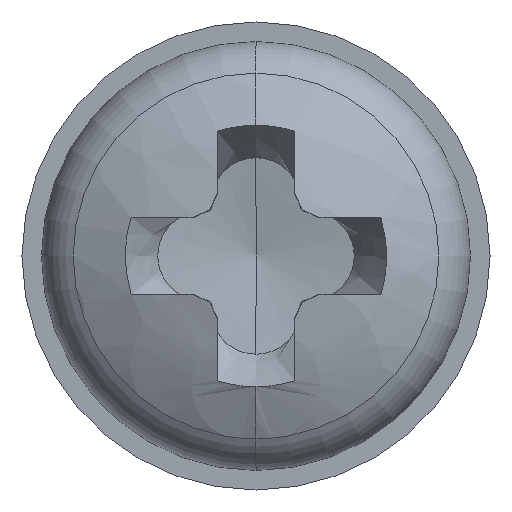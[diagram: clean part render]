
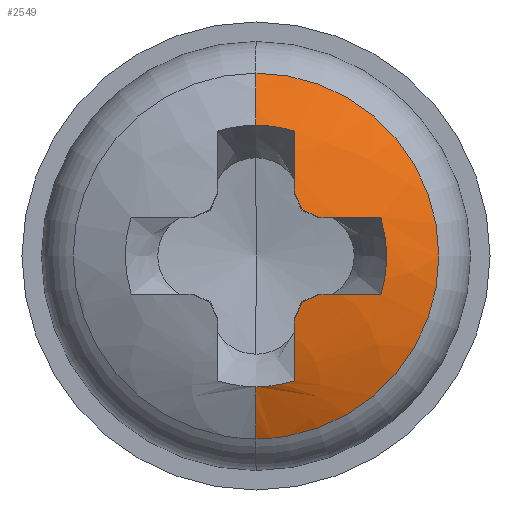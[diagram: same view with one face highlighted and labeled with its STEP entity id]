
A CAD part, left-side view. The second image highlights one B-rep face of the part: STEP entity #2549.
In plain terms, the highlighted spherical face has radius 4.816 mm.
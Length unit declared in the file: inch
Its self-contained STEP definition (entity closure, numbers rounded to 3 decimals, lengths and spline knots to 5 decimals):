
#127=CARTESIAN_POINT('',(0.03242,-0.02658,
0.01183));
#128=DIRECTION('',(0.009,-0.914,0.407));
#129=DIRECTION('',(-0.994,0.037,0.106));
#130=AXIS2_PLACEMENT_3D('',#127,#128,#129);
#132=CARTESIAN_POINT('',(-0.14563,0.,0.06599));
#133=CARTESIAN_POINT('',(-0.14563,-0.00215,
0.06599));
#134=CARTESIAN_POINT('',(-0.14563,-0.00649,
0.06577));
#135=CARTESIAN_POINT('',(-0.14563,-0.01305,
0.06479));
#136=CARTESIAN_POINT('',(-0.14563,-0.01742,
0.06368));
#137=CARTESIAN_POINT('',(-0.14563,-0.01959,
0.06302));
#139=CARTESIAN_POINT('',(-0.13352,0.,0.));
#140=DIRECTION('',(-1.,0.,0.));
#141=DIRECTION('',(0.,0.,-1.));
#142=AXIS2_PLACEMENT_3D('',#139,#140,#141);
#144=CARTESIAN_POINT('',(-0.14563,-0.01959,
-0.06302));
#145=CARTESIAN_POINT('',(-0.14563,-0.0174,
-0.06368));
#146=CARTESIAN_POINT('',(-0.14563,-0.01302,
-0.06479));
#147=CARTESIAN_POINT('',(-0.14563,-0.00645,
-0.06578));
#148=CARTESIAN_POINT('',(-0.14563,-0.00214,
-0.06599));
#149=CARTESIAN_POINT('',(-0.14563,0.,-0.06599));
#151=CARTESIAN_POINT('',(0.0323,-0.01806,0.));
#152=DIRECTION('',(0.009,-1.,0.));
#153=DIRECTION('',(-0.986,-0.009,-0.168));
#154=AXIS2_PLACEMENT_3D('',#151,#152,#153);
#156=CARTESIAN_POINT('',(0.03242,-0.02658,
-0.01183));
#157=DIRECTION('',(0.009,-0.914,-0.407));
#158=DIRECTION('',(-0.998,0.017,-0.062));
#159=AXIS2_PLACEMENT_3D('',#156,#157,#158);
#161=CARTESIAN_POINT('',(0.03242,-0.01183,
-0.02658));
#162=DIRECTION('',(0.009,-0.407,-0.914));
#163=DIRECTION('',(-0.994,-0.106,0.037));
#164=AXIS2_PLACEMENT_3D('',#161,#162,#163);
#166=CARTESIAN_POINT('',(0.0323,0.,-0.01806));
#167=DIRECTION('',(0.009,0.,-1.));
#168=DIRECTION('',(-0.943,-0.334,-0.008));
#169=AXIS2_PLACEMENT_3D('',#166,#167,#168);
#171=CARTESIAN_POINT('',(-0.14563,-0.06302,
0.01959));
#172=CARTESIAN_POINT('',(-0.14563,-0.06348,
0.01808));
#173=CARTESIAN_POINT('',(-0.14563,-0.06432,
0.01498));
#174=CARTESIAN_POINT('',(-0.14563,-0.06531,
0.00982));
#175=CARTESIAN_POINT('',(-0.14563,-0.06585,
0.00501));
#176=CARTESIAN_POINT('',(-0.14563,-0.06605,
-0.00004));
#177=CARTESIAN_POINT('',(-0.14563,-0.06585,
-0.00508));
#178=CARTESIAN_POINT('',(-0.14563,-0.0653,
-0.00988));
#179=CARTESIAN_POINT('',(-0.14563,-0.06431,
-0.01501));
#180=CARTESIAN_POINT('',(-0.14563,-0.06348,
-0.01809));
#181=CARTESIAN_POINT('',(-0.14563,-0.06302,
-0.01959));
#183=CARTESIAN_POINT('',(0.0323,0.,0.01806));
#184=DIRECTION('',(0.009,0.,1.));
#185=DIRECTION('',(-0.986,-0.168,0.009));
#186=AXIS2_PLACEMENT_3D('',#183,#184,#185);
#188=CARTESIAN_POINT('',(0.03242,-0.01183,
0.02658));
#189=DIRECTION('',(0.009,-0.407,0.914));
#190=DIRECTION('',(-0.998,-0.062,-0.017));
#191=AXIS2_PLACEMENT_3D('',#188,#189,#190);
#400=CARTESIAN_POINT('',(0.03215,0.,0.));
#401=DIRECTION('',(0.,1.,0.));
#402=DIRECTION('',(-0.874,0.,-0.487));
#403=AXIS2_PLACEMENT_3D('',#400,#401,#402);
#410=CARTESIAN_POINT('',(0.03215,0.,0.));
#411=DIRECTION('',(0.,1.,0.));
#412=DIRECTION('',(-0.938,0.,0.348));
#413=AXIS2_PLACEMENT_3D('',#410,#411,#412);
#2291=CARTESIAN_POINT('',(0.0323,-0.01806,0.));
#2292=DIRECTION('',(-0.009,1.,0.));
#2293=DIRECTION('',(-0.986,-0.009,0.168));
#2294=AXIS2_PLACEMENT_3D('',#2291,#2292,#2293);
#2405=CARTESIAN_POINT('',(-0.13352,0.,-0.09227));
#2406=VERTEX_POINT('',#2405);
#2407=CARTESIAN_POINT('',(-0.13352,0.,0.09227));
#2408=VERTEX_POINT('',#2407);
#2419=CARTESIAN_POINT('',(-0.14563,0.,-0.06599));
#2420=VERTEX_POINT('',#2419);
#2421=CARTESIAN_POINT('',(-0.14563,0.,0.06599));
#2422=VERTEX_POINT('',#2421);
#2430=CARTESIAN_POINT('',(-0.15377,-0.01966,
-0.0317));
#2431=CARTESIAN_POINT('',(-0.14563,-0.01959,
-0.06302));
#2432=VERTEX_POINT('',#2430);
#2433=VERTEX_POINT('',#2431);
#2439=VERTEX_POINT('',#137);
#2440=CARTESIAN_POINT('',(-0.15377,-0.01966,
0.0317));
#2441=CARTESIAN_POINT('',(-0.15458,-0.02338,
0.02338));
#2442=VERTEX_POINT('',#2440);
#2443=VERTEX_POINT('',#2441);
#2458=CARTESIAN_POINT('',(-0.15377,-0.0317,
0.01966));
#2459=VERTEX_POINT('',#2458);
#2461=CARTESIAN_POINT('',(-0.15458,-0.02338,
-0.02338));
#2462=VERTEX_POINT('',#2461);
#2468=CARTESIAN_POINT('',(-0.14563,-0.06302,
0.01959));
#2469=VERTEX_POINT('',#2468);
#2472=CARTESIAN_POINT('',(-0.15377,-0.0317,
-0.01966));
#2473=VERTEX_POINT('',#2472);
#2479=VERTEX_POINT('',#181);
#2516=CARTESIAN_POINT('',(0.03215,0.,0.));
#2517=DIRECTION('',(-0.938,0.,-0.348));
#2518=DIRECTION('',(0.348,0.,-0.938));
#2519=AXIS2_PLACEMENT_3D('',#2516,#2517,#2518);
#2520=SPHERICAL_SURFACE('',#2519,0.18963);
#2522=ORIENTED_EDGE('',*,*,#2521,.F.);
#2524=ORIENTED_EDGE('',*,*,#2523,.T.);
#2526=ORIENTED_EDGE('',*,*,#2525,.F.);
#2528=ORIENTED_EDGE('',*,*,#2527,.T.);
#2530=ORIENTED_EDGE('',*,*,#2529,.F.);
#2532=ORIENTED_EDGE('',*,*,#2531,.T.);
#2534=ORIENTED_EDGE('',*,*,#2533,.F.);
#2536=ORIENTED_EDGE('',*,*,#2535,.F.);
#2538=ORIENTED_EDGE('',*,*,#2537,.F.);
#2540=ORIENTED_EDGE('',*,*,#2539,.F.);
#2542=ORIENTED_EDGE('',*,*,#2541,.F.);
#2544=ORIENTED_EDGE('',*,*,#2543,.F.);
#2545=ORIENTED_EDGE('',*,*,#2506,.F.);
#2546=ORIENTED_EDGE('',*,*,#2496,.F.);
#2547=EDGE_LOOP('',(#2522,#2524,#2526,#2528,#2530,#2532,#2534,#2536,#2538,#2540,
#2542,#2544,#2545,#2546));
#2548=FACE_OUTER_BOUND('',#2547,.F.);
#131=CIRCLE('',#130,0.18738);
#138=B_SPLINE_CURVE_WITH_KNOTS('',3,(#132,#133,#134,#135,#136,#137),
.UNSPECIFIED.,.F.,.F.,(4,1,1,4),(0.,0.33333,0.66667,1.),
.UNSPECIFIED.);
#143=CIRCLE('',#142,0.09227);
#150=B_SPLINE_CURVE_WITH_KNOTS('',3,(#144,#145,#146,#147,#148,#149),
.UNSPECIFIED.,.F.,.F.,(4,1,1,4),(0.,0.33333,0.66667,1.),
.UNSPECIFIED.);
#155=CIRCLE('',#154,0.18876);
#160=CIRCLE('',#159,0.18738);
#165=CIRCLE('',#164,0.18738);
#170=CIRCLE('',#169,0.18876);
#182=B_SPLINE_CURVE_WITH_KNOTS('',3,(#171,#172,#173,#174,#175,#176,#177,#178,
#179,#180,#181),.UNSPECIFIED.,.F.,.F.,(4,1,1,1,1,1,1,1,4),(0.,0.125,0.25,
0.375,0.5,0.625,0.75,0.875,1.),.UNSPECIFIED.);
#187=CIRCLE('',#186,0.18876);
#192=CIRCLE('',#191,0.18738);
#404=CIRCLE('',#403,0.18963);
#414=CIRCLE('',#413,0.18963);
#2295=CIRCLE('',#2294,0.18876);
#2496=EDGE_CURVE('',#2443,#2459,#192,.T.);
#2506=EDGE_CURVE('',#2459,#2469,#187,.T.);
#2521=EDGE_CURVE('',#2442,#2443,#131,.T.);
#2523=EDGE_CURVE('',#2442,#2439,#2295,.T.);
#2525=EDGE_CURVE('',#2422,#2439,#138,.T.);
#2527=EDGE_CURVE('',#2422,#2408,#414,.T.);
#2529=EDGE_CURVE('',#2406,#2408,#143,.T.);
#2531=EDGE_CURVE('',#2406,#2420,#404,.T.);
#2533=EDGE_CURVE('',#2433,#2420,#150,.T.);
#2535=EDGE_CURVE('',#2432,#2433,#155,.T.);
#2537=EDGE_CURVE('',#2462,#2432,#160,.T.);
#2539=EDGE_CURVE('',#2473,#2462,#165,.T.);
#2541=EDGE_CURVE('',#2479,#2473,#170,.T.);
#2543=EDGE_CURVE('',#2469,#2479,#182,.T.);
#2549=ADVANCED_FACE('',(#2548),#2520,.T.);
